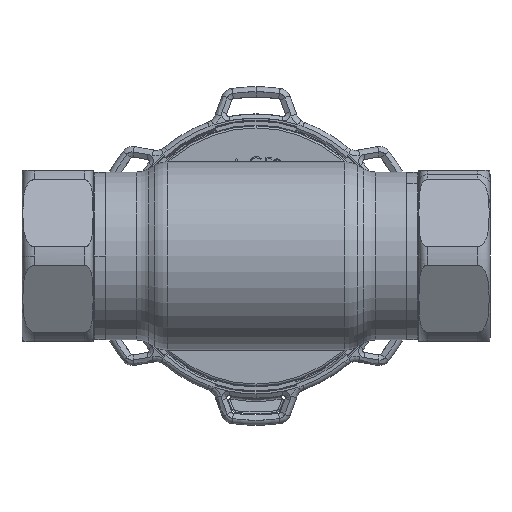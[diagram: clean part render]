
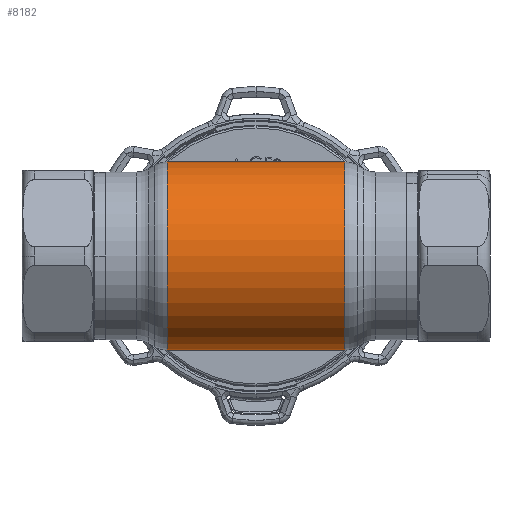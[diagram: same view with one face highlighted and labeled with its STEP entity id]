
A CAD part, front view. The second image highlights one B-rep face of the part: STEP entity #8182.
In plain terms, the highlighted cylindrical face has radius 22.5 mm (diameter 45 mm), a partial arc.
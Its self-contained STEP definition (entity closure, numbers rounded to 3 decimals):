
#1469 = CARTESIAN_POINT ( 'NONE',  ( 21.285, 0., 22.5 ) ) ;
#1916 = CARTESIAN_POINT ( 'NONE',  ( -62.69, 0., -22.5 ) ) ;
#2005 = CARTESIAN_POINT ( 'NONE',  ( 21.285, 0., -22.5 ) ) ;
#2033 = DIRECTION ( 'NONE',  ( 0., 0., 1. ) ) ;
#2187 = LINE ( 'NONE', #26116, #20297 ) ;
#2484 = AXIS2_PLACEMENT_3D ( 'NONE', #3163, #2747, #15053 ) ;
#2747 = DIRECTION ( 'NONE',  ( -1., 0., 0. ) ) ;
#3163 = CARTESIAN_POINT ( 'NONE',  ( -62.69, 0., 0. ) ) ;
#3276 = ORIENTED_EDGE ( 'NONE', *, *, #30720, .T. ) ;
#4843 = DIRECTION ( 'NONE',  ( 0., 0., 1. ) ) ;
#4981 = VECTOR ( 'NONE', #14409, 1000. ) ;
#7745 = ORIENTED_EDGE ( 'NONE', *, *, #39371, .F. ) ;
#8182 = ADVANCED_FACE ( 'NONE', ( #12237 ), #36653, .T. ) ;
#9150 = EDGE_CURVE ( 'NONE', #39362, #36083, #26229, .T. ) ;
#10721 = CARTESIAN_POINT ( 'NONE',  ( -21.285, 0., 0. ) ) ;
#11930 = CARTESIAN_POINT ( 'NONE',  ( 21.285, 0., 0. ) ) ;
#12237 = FACE_OUTER_BOUND ( 'NONE', #24965, .T. ) ;
#12973 = ORIENTED_EDGE ( 'NONE', *, *, #9150, .F. ) ;
#13198 = CARTESIAN_POINT ( 'NONE',  ( -21.285, 0., -22.5 ) ) ;
#14409 = DIRECTION ( 'NONE',  ( -1., 0., 0. ) ) ;
#15053 = DIRECTION ( 'NONE',  ( 0., 0., 1. ) ) ;
#15257 = AXIS2_PLACEMENT_3D ( 'NONE', #10721, #29515, #4843 ) ;
#16809 = AXIS2_PLACEMENT_3D ( 'NONE', #11930, #29740, #2033 ) ;
#17434 = CIRCLE ( 'NONE', #16809, 22.5 ) ;
#18872 = VERTEX_POINT ( 'NONE', #1469 ) ;
#20297 = VECTOR ( 'NONE', #32514, 1000. ) ;
#23226 = EDGE_CURVE ( 'NONE', #39362, #18872, #17434, .T. ) ;
#24601 = CARTESIAN_POINT ( 'NONE',  ( -21.285, 0., 22.5 ) ) ;
#24965 = EDGE_LOOP ( 'NONE', ( #12973, #39634, #3276, #7745 ) ) ;
#26116 = CARTESIAN_POINT ( 'NONE',  ( -62.69, 0., 22.5 ) ) ;
#26229 = LINE ( 'NONE', #1916, #4981 ) ;
#29515 = DIRECTION ( 'NONE',  ( -1., 0., 0. ) ) ;
#29740 = DIRECTION ( 'NONE',  ( -1., 0., 0. ) ) ;
#30720 = EDGE_CURVE ( 'NONE', #18872, #38134, #2187, .T. ) ;
#31211 = CIRCLE ( 'NONE', #15257, 22.5 ) ;
#32514 = DIRECTION ( 'NONE',  ( -1., 0., 0. ) ) ;
#36083 = VERTEX_POINT ( 'NONE', #13198 ) ;
#36653 = CYLINDRICAL_SURFACE ( 'NONE', #2484, 22.5 ) ;
#38134 = VERTEX_POINT ( 'NONE', #24601 ) ;
#39362 = VERTEX_POINT ( 'NONE', #2005 ) ;
#39371 = EDGE_CURVE ( 'NONE', #36083, #38134, #31211, .T. ) ;
#39634 = ORIENTED_EDGE ( 'NONE', *, *, #23226, .T. ) ;
